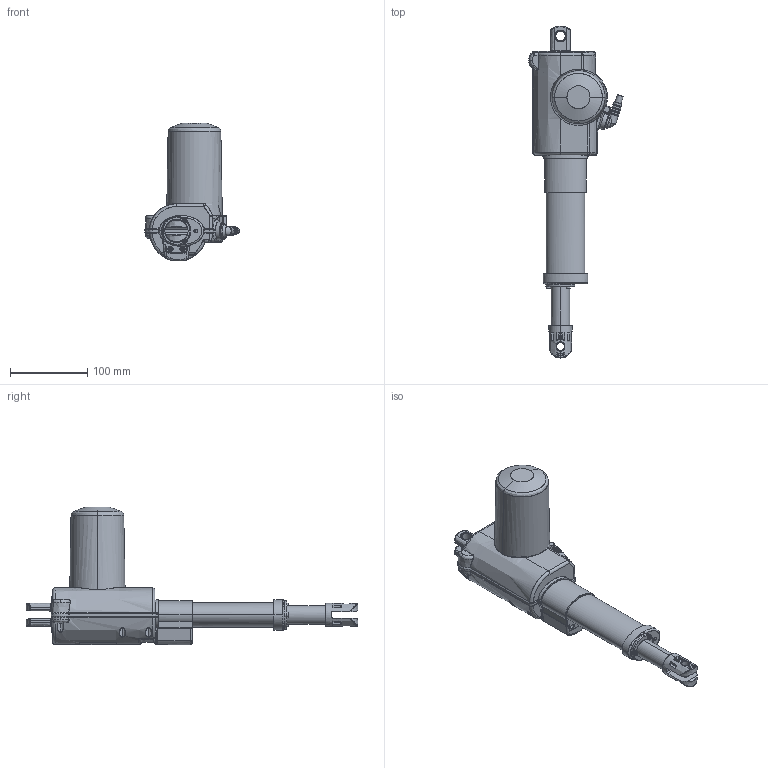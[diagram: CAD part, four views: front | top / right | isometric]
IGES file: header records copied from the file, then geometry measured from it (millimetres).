
Start section: SolidWorks IGES file using analytic representation for surfaces
Global section: file name: Megamat 12 ER.IGS; native system: SolidWorks 2016; preprocessor: SolidWorks 2016; author: CKuhn; date: 170324.094213; units: millimetre
Bounding box: 122.89 x 430.9 x 179 mm (x, y, z)
Surface area: 123203.8 mm2 (no closed solid volume)
Topology: 0 solids, 0 shells, 1928 faces, 18775 edges, 18615 vertices
Faces by surface type: bspline 1072, revolution 856
